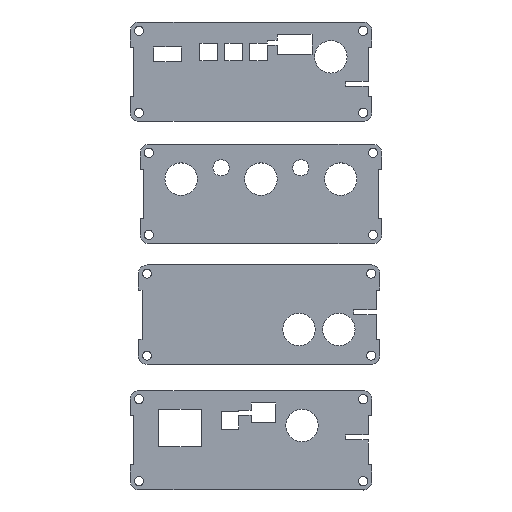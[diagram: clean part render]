
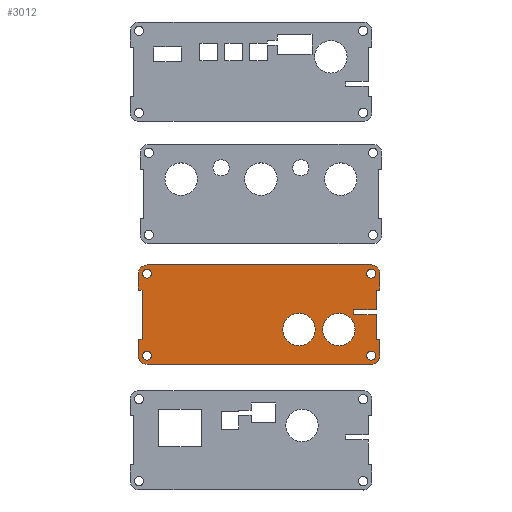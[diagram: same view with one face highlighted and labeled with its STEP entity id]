
A CAD part, top view. The second image highlights one B-rep face of the part: STEP entity #3012.
In plain terms, the highlighted planar face has unit normal (0, 0, 1).
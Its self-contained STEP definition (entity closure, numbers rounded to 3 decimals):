
#63=FACE_BOUND('',#488,.T.);
#64=FACE_BOUND('',#489,.T.);
#65=FACE_BOUND('',#490,.T.);
#66=FACE_BOUND('',#491,.T.);
#67=FACE_BOUND('',#492,.T.);
#68=FACE_BOUND('',#493,.T.);
#156=PLANE('',#3242);
#296=FACE_OUTER_BOUND('',#487,.T.);
#487=EDGE_LOOP('',(#2594,#2595,#2596,#2597,#2598,#2599,#2600,#2601,#2602,
#2603,#2604,#2605,#2606,#2607,#2608,#2609,#2610,#2611,#2612,#2613));
#488=EDGE_LOOP('',(#2614));
#489=EDGE_LOOP('',(#2615));
#490=EDGE_LOOP('',(#2616));
#491=EDGE_LOOP('',(#2617));
#492=EDGE_LOOP('',(#2618));
#493=EDGE_LOOP('',(#2619));
#735=LINE('',#4597,#1076);
#739=LINE('',#4605,#1080);
#742=LINE('',#4611,#1083);
#745=LINE('',#4617,#1086);
#748=LINE('',#4623,#1089);
#751=LINE('',#4629,#1092);
#755=LINE('',#4641,#1096);
#759=LINE('',#4653,#1100);
#762=LINE('',#4659,#1103);
#765=LINE('',#4665,#1106);
#768=LINE('',#4671,#1109);
#771=LINE('',#4677,#1112);
#775=LINE('',#4689,#1116);
#779=LINE('',#4701,#1120);
#782=LINE('',#4707,#1123);
#785=LINE('',#4712,#1126);
#1076=VECTOR('',#3772,10.);
#1080=VECTOR('',#3778,10.);
#1083=VECTOR('',#3783,10.);
#1086=VECTOR('',#3788,10.);
#1089=VECTOR('',#3793,10.);
#1092=VECTOR('',#3798,10.);
#1096=VECTOR('',#3810,10.);
#1100=VECTOR('',#3822,10.);
#1103=VECTOR('',#3827,10.);
#1106=VECTOR('',#3832,10.);
#1109=VECTOR('',#3837,10.);
#1112=VECTOR('',#3842,10.);
#1116=VECTOR('',#3854,10.);
#1120=VECTOR('',#3866,10.);
#1123=VECTOR('',#3871,10.);
#1126=VECTOR('',#3876,10.);
#1278=CIRCLE('',#3197,6.5);
#1280=CIRCLE('',#3200,1.825);
#1282=CIRCLE('',#3203,1.825);
#1284=CIRCLE('',#3206,6.5);
#1286=CIRCLE('',#3209,1.825);
#1288=CIRCLE('',#3212,1.825);
#1289=CIRCLE('',#3220,3.5);
#1291=CIRCLE('',#3224,3.5);
#1293=CIRCLE('',#3232,3.5);
#1295=CIRCLE('',#3236,3.5);
#1464=VERTEX_POINT('',#4561);
#1466=VERTEX_POINT('',#4567);
#1468=VERTEX_POINT('',#4573);
#1470=VERTEX_POINT('',#4579);
#1472=VERTEX_POINT('',#4585);
#1474=VERTEX_POINT('',#4591);
#1475=VERTEX_POINT('',#4595);
#1476=VERTEX_POINT('',#4596);
#1479=VERTEX_POINT('',#4604);
#1481=VERTEX_POINT('',#4610);
#1483=VERTEX_POINT('',#4616);
#1485=VERTEX_POINT('',#4622);
#1487=VERTEX_POINT('',#4628);
#1489=VERTEX_POINT('',#4634);
#1491=VERTEX_POINT('',#4640);
#1493=VERTEX_POINT('',#4646);
#1495=VERTEX_POINT('',#4652);
#1497=VERTEX_POINT('',#4658);
#1499=VERTEX_POINT('',#4664);
#1501=VERTEX_POINT('',#4670);
#1503=VERTEX_POINT('',#4676);
#1505=VERTEX_POINT('',#4682);
#1507=VERTEX_POINT('',#4688);
#1509=VERTEX_POINT('',#4694);
#1511=VERTEX_POINT('',#4700);
#1513=VERTEX_POINT('',#4706);
#1821=EDGE_CURVE('',#1464,#1464,#1278,.T.);
#1824=EDGE_CURVE('',#1466,#1466,#1280,.T.);
#1827=EDGE_CURVE('',#1468,#1468,#1282,.T.);
#1830=EDGE_CURVE('',#1470,#1470,#1284,.T.);
#1833=EDGE_CURVE('',#1472,#1472,#1286,.T.);
#1836=EDGE_CURVE('',#1474,#1474,#1288,.T.);
#1837=EDGE_CURVE('',#1475,#1476,#735,.T.);
#1841=EDGE_CURVE('',#1476,#1479,#739,.T.);
#1844=EDGE_CURVE('',#1479,#1481,#742,.T.);
#1847=EDGE_CURVE('',#1483,#1481,#745,.T.);
#1850=EDGE_CURVE('',#1485,#1483,#748,.T.);
#1853=EDGE_CURVE('',#1485,#1487,#751,.T.);
#1856=EDGE_CURVE('',#1489,#1487,#1289,.T.);
#1859=EDGE_CURVE('',#1491,#1489,#755,.T.);
#1862=EDGE_CURVE('',#1493,#1491,#1291,.T.);
#1865=EDGE_CURVE('',#1495,#1493,#759,.T.);
#1868=EDGE_CURVE('',#1495,#1497,#762,.T.);
#1871=EDGE_CURVE('',#1497,#1499,#765,.T.);
#1874=EDGE_CURVE('',#1501,#1499,#768,.T.);
#1877=EDGE_CURVE('',#1503,#1501,#771,.T.);
#1880=EDGE_CURVE('',#1505,#1503,#1293,.T.);
#1883=EDGE_CURVE('',#1507,#1505,#775,.T.);
#1886=EDGE_CURVE('',#1509,#1507,#1295,.T.);
#1889=EDGE_CURVE('',#1509,#1511,#779,.T.);
#1892=EDGE_CURVE('',#1511,#1513,#782,.T.);
#1895=EDGE_CURVE('',#1475,#1513,#785,.T.);
#2594=ORIENTED_EDGE('',*,*,#1895,.F.);
#2595=ORIENTED_EDGE('',*,*,#1837,.T.);
#2596=ORIENTED_EDGE('',*,*,#1841,.T.);
#2597=ORIENTED_EDGE('',*,*,#1844,.T.);
#2598=ORIENTED_EDGE('',*,*,#1847,.F.);
#2599=ORIENTED_EDGE('',*,*,#1850,.F.);
#2600=ORIENTED_EDGE('',*,*,#1853,.T.);
#2601=ORIENTED_EDGE('',*,*,#1856,.F.);
#2602=ORIENTED_EDGE('',*,*,#1859,.F.);
#2603=ORIENTED_EDGE('',*,*,#1862,.F.);
#2604=ORIENTED_EDGE('',*,*,#1865,.F.);
#2605=ORIENTED_EDGE('',*,*,#1868,.T.);
#2606=ORIENTED_EDGE('',*,*,#1871,.T.);
#2607=ORIENTED_EDGE('',*,*,#1874,.F.);
#2608=ORIENTED_EDGE('',*,*,#1877,.F.);
#2609=ORIENTED_EDGE('',*,*,#1880,.F.);
#2610=ORIENTED_EDGE('',*,*,#1883,.F.);
#2611=ORIENTED_EDGE('',*,*,#1886,.F.);
#2612=ORIENTED_EDGE('',*,*,#1889,.T.);
#2613=ORIENTED_EDGE('',*,*,#1892,.T.);
#2614=ORIENTED_EDGE('',*,*,#1836,.F.);
#2615=ORIENTED_EDGE('',*,*,#1833,.F.);
#2616=ORIENTED_EDGE('',*,*,#1830,.F.);
#2617=ORIENTED_EDGE('',*,*,#1827,.F.);
#2618=ORIENTED_EDGE('',*,*,#1824,.F.);
#2619=ORIENTED_EDGE('',*,*,#1821,.F.);
#3012=ADVANCED_FACE('',(#296,#63,#64,#65,#66,#67,#68),#156,.F.);
#3197=AXIS2_PLACEMENT_3D('',#4563,#3733,#3734);
#3200=AXIS2_PLACEMENT_3D('',#4569,#3740,#3741);
#3203=AXIS2_PLACEMENT_3D('',#4575,#3747,#3748);
#3206=AXIS2_PLACEMENT_3D('',#4581,#3754,#3755);
#3209=AXIS2_PLACEMENT_3D('',#4587,#3761,#3762);
#3212=AXIS2_PLACEMENT_3D('',#4593,#3768,#3769);
#3220=AXIS2_PLACEMENT_3D('',#4635,#3803,#3804);
#3224=AXIS2_PLACEMENT_3D('',#4647,#3815,#3816);
#3232=AXIS2_PLACEMENT_3D('',#4683,#3847,#3848);
#3236=AXIS2_PLACEMENT_3D('',#4695,#3859,#3860);
#3242=AXIS2_PLACEMENT_3D('',#4715,#3880,#3881);
#3733=DIRECTION('center_axis',(0.,0.,1.));
#3734=DIRECTION('ref_axis',(1.,0.,0.));
#3740=DIRECTION('center_axis',(0.,0.,1.));
#3741=DIRECTION('ref_axis',(1.,0.,0.));
#3747=DIRECTION('center_axis',(0.,0.,1.));
#3748=DIRECTION('ref_axis',(1.,0.,0.));
#3754=DIRECTION('center_axis',(0.,0.,1.));
#3755=DIRECTION('ref_axis',(1.,0.,0.));
#3761=DIRECTION('center_axis',(0.,0.,1.));
#3762=DIRECTION('ref_axis',(1.,0.,0.));
#3768=DIRECTION('center_axis',(0.,0.,1.));
#3769=DIRECTION('ref_axis',(1.,0.,0.));
#3772=DIRECTION('',(-1.,0.,0.));
#3778=DIRECTION('',(0.,1.,0.));
#3783=DIRECTION('',(1.,0.,0.));
#3788=DIRECTION('',(0.,-1.,0.));
#3793=DIRECTION('',(-1.,0.,0.));
#3798=DIRECTION('',(0.,1.,0.));
#3803=DIRECTION('center_axis',(0.,0.,-1.));
#3804=DIRECTION('ref_axis',(0.,1.,0.));
#3810=DIRECTION('',(1.,0.,0.));
#3815=DIRECTION('center_axis',(0.,0.,-1.));
#3816=DIRECTION('ref_axis',(-1.,0.,0.));
#3822=DIRECTION('',(0.,1.,0.));
#3827=DIRECTION('',(1.,0.,0.));
#3832=DIRECTION('',(0.,-1.,0.));
#3837=DIRECTION('',(1.,0.,0.));
#3842=DIRECTION('',(0.,1.,0.));
#3847=DIRECTION('center_axis',(0.,0.,-1.));
#3848=DIRECTION('ref_axis',(0.,-1.,0.));
#3854=DIRECTION('',(-1.,0.,0.));
#3859=DIRECTION('center_axis',(0.,0.,-1.));
#3860=DIRECTION('ref_axis',(1.,0.,0.));
#3866=DIRECTION('',(0.,1.,0.));
#3871=DIRECTION('',(-1.,0.,0.));
#3876=DIRECTION('',(0.,-1.,0.));
#3880=DIRECTION('center_axis',(0.,0.,-1.));
#3881=DIRECTION('ref_axis',(1.,0.,0.));
#4561=CARTESIAN_POINT('',(70.759,3.491,-8.));
#4563=CARTESIAN_POINT('Origin',(77.259,3.491,-8.));
#4567=CARTESIAN_POINT('',(-1.516,25.891,-8.));
#4569=CARTESIAN_POINT('Origin',(0.309,25.891,-8.));
#4573=CARTESIAN_POINT('',(88.384,25.891,-8.));
#4575=CARTESIAN_POINT('Origin',(90.209,25.891,-8.));
#4579=CARTESIAN_POINT('',(54.759,3.491,-8.));
#4581=CARTESIAN_POINT('Origin',(61.259,3.491,-8.));
#4585=CARTESIAN_POINT('',(88.384,-7.009,-8.));
#4587=CARTESIAN_POINT('Origin',(90.209,-7.009,-8.));
#4591=CARTESIAN_POINT('',(-1.516,-7.009,-8.));
#4593=CARTESIAN_POINT('Origin',(0.309,-7.009,-8.));
#4595=CARTESIAN_POINT('',(92.209,9.441,-8.));
#4596=CARTESIAN_POINT('',(83.209,9.441,-8.));
#4597=CARTESIAN_POINT('',(92.209,9.441,-8.));
#4604=CARTESIAN_POINT('',(83.209,11.441,-8.));
#4605=CARTESIAN_POINT('',(83.209,9.441,-8.));
#4610=CARTESIAN_POINT('',(92.209,11.441,-8.));
#4611=CARTESIAN_POINT('',(83.209,11.441,-8.));
#4616=CARTESIAN_POINT('',(92.209,19.291,-8.));
#4617=CARTESIAN_POINT('',(92.209,19.291,-8.));
#4622=CARTESIAN_POINT('',(93.709,19.291,-8.));
#4623=CARTESIAN_POINT('',(93.709,19.291,-8.));
#4628=CARTESIAN_POINT('',(93.709,25.891,-8.));
#4629=CARTESIAN_POINT('',(93.709,-7.009,-8.));
#4634=CARTESIAN_POINT('',(90.209,29.391,-8.));
#4635=CARTESIAN_POINT('Origin',(90.209,25.891,-8.));
#4640=CARTESIAN_POINT('',(0.309,29.391,-8.));
#4641=CARTESIAN_POINT('',(0.309,29.391,-8.));
#4646=CARTESIAN_POINT('',(-3.191,25.891,-8.));
#4647=CARTESIAN_POINT('Origin',(0.309,25.891,-8.));
#4652=CARTESIAN_POINT('',(-3.191,19.291,-8.));
#4653=CARTESIAN_POINT('',(-3.191,-7.009,-8.));
#4658=CARTESIAN_POINT('',(-1.691,19.291,-8.));
#4659=CARTESIAN_POINT('',(-3.191,19.291,-8.));
#4664=CARTESIAN_POINT('',(-1.691,-0.409,-8.));
#4665=CARTESIAN_POINT('',(-1.691,19.291,-8.));
#4670=CARTESIAN_POINT('',(-3.191,-0.409,-8.));
#4671=CARTESIAN_POINT('',(-3.191,-0.409,-8.));
#4676=CARTESIAN_POINT('',(-3.191,-7.009,-8.));
#4677=CARTESIAN_POINT('',(-3.191,-7.009,-8.));
#4682=CARTESIAN_POINT('',(0.309,-10.509,-8.));
#4683=CARTESIAN_POINT('Origin',(0.309,-7.009,-8.));
#4688=CARTESIAN_POINT('',(90.209,-10.509,-8.));
#4689=CARTESIAN_POINT('',(90.209,-10.509,-8.));
#4694=CARTESIAN_POINT('',(93.709,-7.009,-8.));
#4695=CARTESIAN_POINT('Origin',(90.209,-7.009,-8.));
#4700=CARTESIAN_POINT('',(93.709,-0.409,-8.));
#4701=CARTESIAN_POINT('',(93.709,-7.009,-8.));
#4706=CARTESIAN_POINT('',(92.209,-0.409,-8.));
#4707=CARTESIAN_POINT('',(93.709,-0.409,-8.));
#4712=CARTESIAN_POINT('',(92.209,19.291,-8.));
#4715=CARTESIAN_POINT('Origin',(45.259,9.441,-8.));
